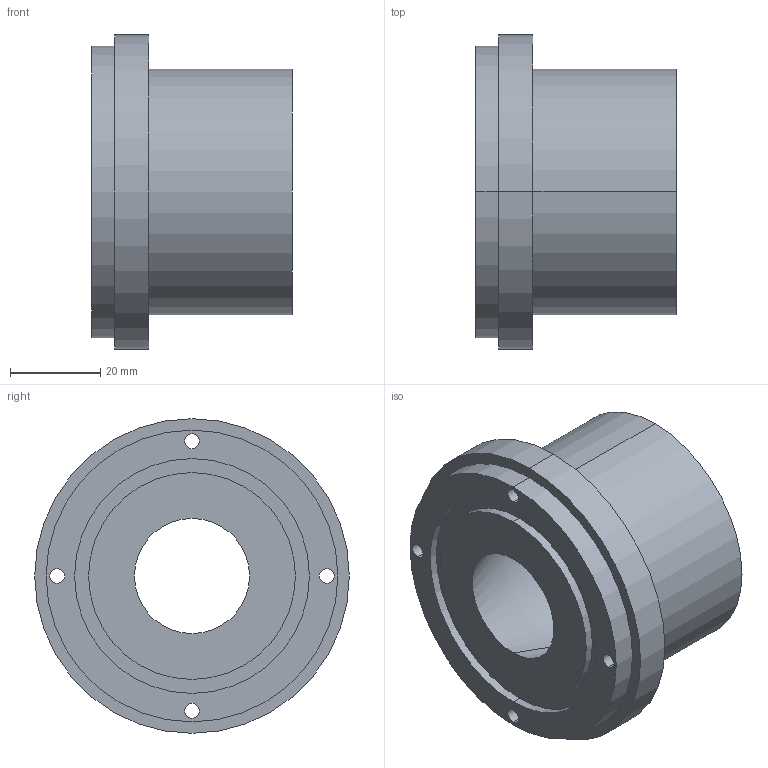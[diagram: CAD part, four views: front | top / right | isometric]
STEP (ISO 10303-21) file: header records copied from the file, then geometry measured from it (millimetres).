
FILE_DESCRIPTION (( 'STEP AP214' ), '1' );
FILE_NAME ('Nozzle - Steel Diverging Section-V-02.STEP', '2018-06-14T21:22:27', ( '' ), ( '' ), 'SwSTEP 2.0', 'SolidWorks 2017', '' );
FILE_SCHEMA (( 'AUTOMOTIVE_DESIGN' ));
Length unit declared in the file: inch
Products named in the file (1): Nozzle - Steel Diverging Section-V-02
Bounding box: 44.45 x 69.65 x 69.65 mm (x, y, z)
Volume: 61415.3 mm3; surface area: 20141.9 mm2
Topology: 1 solids, 1 shells, 38 faces, 84 edges, 56 vertices
Faces by surface type: cylinder 26, plane 10, torus 2
Entity records: 1146 total; most frequent: DIRECTION 220, CARTESIAN_POINT 179, ORIENTED_EDGE 168, AXIS2_PLACEMENT_3D 97, EDGE_CURVE 84, CIRCLE 58, EDGE_LOOP 56, VERTEX_POINT 56
